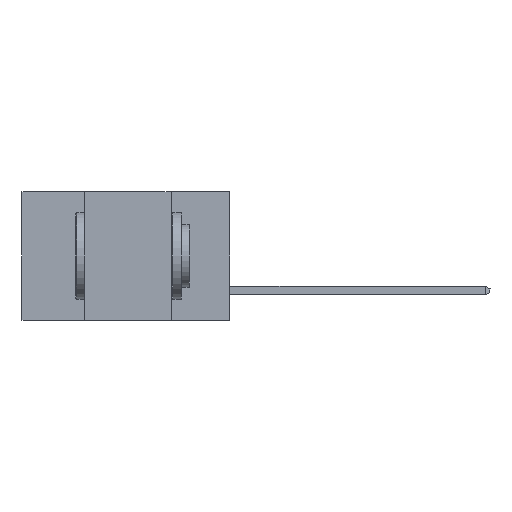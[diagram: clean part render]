
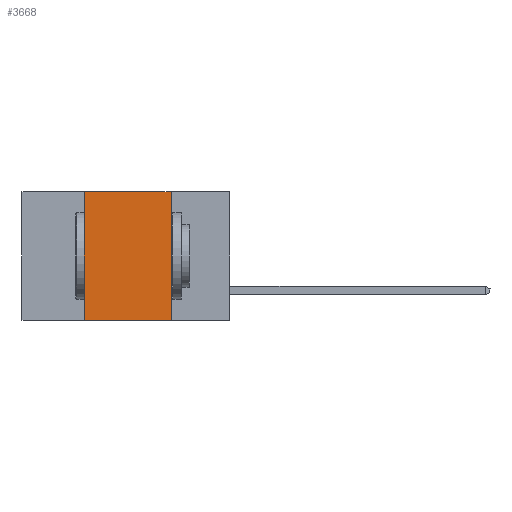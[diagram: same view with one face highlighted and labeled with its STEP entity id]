
A CAD part, left-side view. The second image highlights one B-rep face of the part: STEP entity #3668.
In plain terms, the highlighted planar face has unit normal (-1, 0, 0).
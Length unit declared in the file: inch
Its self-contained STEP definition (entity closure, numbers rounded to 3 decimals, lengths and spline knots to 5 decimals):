
#152 = VERTEX_POINT ( 'NONE', #3360 ) ;
#277 = CARTESIAN_POINT ( 'NONE',  ( 0., 0.42, -0.37 ) ) ;
#511 = CARTESIAN_POINT ( 'NONE',  ( 0., 0.6, -0.37 ) ) ;
#779 = VERTEX_POINT ( 'NONE', #277 ) ;
#955 = ORIENTED_EDGE ( 'NONE', *, *, #1000, .F. ) ;
#1000 = EDGE_CURVE ( 'NONE', #779, #152, #4660, .T. ) ;
#1016 = DIRECTION ( 'NONE',  ( 1., 0., 0. ) ) ;
#1159 = FACE_OUTER_BOUND ( 'NONE', #7336, .T. ) ;
#1210 = AXIS2_PLACEMENT_3D ( 'NONE', #6676, #1016, #3102 ) ;
#2152 = VECTOR ( 'NONE', #4018, 39.37008 ) ;
#2154 = EDGE_CURVE ( 'NONE', #152, #8063, #3763, .T. ) ;
#2829 = ORIENTED_EDGE ( 'NONE', *, *, #8384, .F. ) ;
#2866 = VERTEX_POINT ( 'NONE', #4884 ) ;
#3102 = DIRECTION ( 'NONE',  ( 0., 0., -1. ) ) ;
#3105 = CARTESIAN_POINT ( 'NONE',  ( 0., 0.17, 0. ) ) ;
#3360 = CARTESIAN_POINT ( 'NONE',  ( 0., 0.42, 0. ) ) ;
#3372 = ORIENTED_EDGE ( 'NONE', *, *, #4083, .T. ) ;
#3472 = VECTOR ( 'NONE', #6377, 39.37008 ) ;
#3668 = ADVANCED_FACE ( 'NONE', ( #1159 ), #3908, .F. ) ;
#3763 = LINE ( 'NONE', #4387, #8567 ) ;
#3908 = PLANE ( 'NONE',  #1210 ) ;
#4018 = DIRECTION ( 'NONE',  ( 0., -1., 0. ) ) ;
#4046 = CARTESIAN_POINT ( 'NONE',  ( 0., 0.17, -0.37 ) ) ;
#4083 = EDGE_CURVE ( 'NONE', #779, #2866, #4658, .T. ) ;
#4341 = DIRECTION ( 'NONE',  ( 0., -1., 0. ) ) ;
#4387 = CARTESIAN_POINT ( 'NONE',  ( 0., 0.6, 0. ) ) ;
#4658 = LINE ( 'NONE', #511, #2152 ) ;
#4660 = LINE ( 'NONE', #6250, #3472 ) ;
#4826 = DIRECTION ( 'NONE',  ( 0., 0., -1. ) ) ;
#4884 = CARTESIAN_POINT ( 'NONE',  ( 0., 0.17, -0.37 ) ) ;
#5335 = VECTOR ( 'NONE', #4826, 39.37008 ) ;
#6250 = CARTESIAN_POINT ( 'NONE',  ( 0., 0.42, -0.37 ) ) ;
#6377 = DIRECTION ( 'NONE',  ( 0., 0., 1. ) ) ;
#6676 = CARTESIAN_POINT ( 'NONE',  ( 0., 0.6, 0. ) ) ;
#7336 = EDGE_LOOP ( 'NONE', ( #2829, #7387, #955, #3372 ) ) ;
#7387 = ORIENTED_EDGE ( 'NONE', *, *, #2154, .F. ) ;
#8063 = VERTEX_POINT ( 'NONE', #3105 ) ;
#8341 = LINE ( 'NONE', #4046, #5335 ) ;
#8384 = EDGE_CURVE ( 'NONE', #8063, #2866, #8341, .T. ) ;
#8567 = VECTOR ( 'NONE', #4341, 39.37008 ) ;
